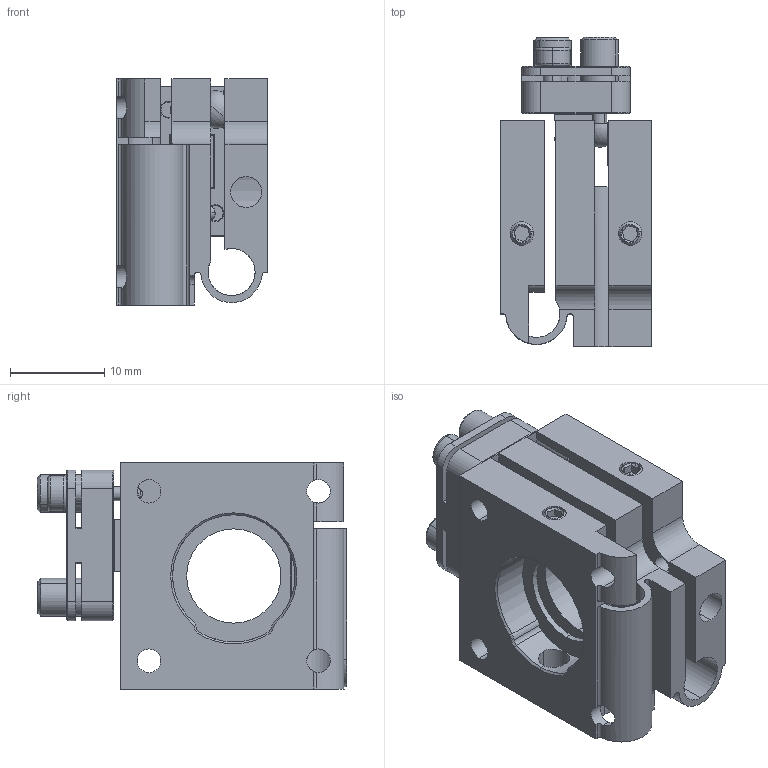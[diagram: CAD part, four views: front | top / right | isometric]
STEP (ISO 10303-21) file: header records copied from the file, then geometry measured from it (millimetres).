
FILE_DESCRIPTION (( 'STEP AP203' ), '1' );
FILE_NAME ('1.1.6.15_ZJR-S0.5_上方调节挠性光学调整架，铝合金，用于φ0.5英寸光学元件.STEP', '2022-12-02T07:18:20', ( '' ), ( '' ), 'SwSTEP 2.0', 'SolidWorks 2021', '' );
FILE_SCHEMA (( 'CONFIG_CONTROL_DESIGN' ));
Length unit declared in the file: millimetre
Products named in the file (9): 30.1.圆柱头内六角不锈钢螺丝_30.1.16-M2*4; 耳1.5 440C粣創詩埴翐种_33.2.25-DZ-耳1.5*5; 1.1.6.1.1_标准挠性光学调整架主体，铝合金，用于φ0.5英寸光学元件，零部件_定制; 1.1.6.15_ZJR-S0.5_上方调节挠性光学调整架，铝合金，用于φ0.5英寸光学元件; 30.8.1-7，M3尼龙头顶丝_30.8.2_LNJ3*4; 1.1.6.1.4_标准挠性光学调整架调节块顶杆，零部件; 1.1.6.1.3_标准挠性光学调整架M4x0.25细牙螺丝，长度8mm，零部件; 30.1.圆柱头内六角不锈钢螺丝_30.1.18-M2*6; 1.1.6.1.2_标准挠性光学调整架调节块，铝合金，用于φ0.5英寸光学元件，零部件，A
Assembly tree (16 placements, depth 2):
  1.1.6.15_ZJR-S0.5_上方调节挠性光学调整架，铝合金，用于φ0.5英寸光学元件
    1.1.6.1.1_标准挠性光学调整架主体，铝合金，用于φ0.5英寸光学元件，零部件_定制
    1.1.6.1.2_标准挠性光学调整架调节块，铝合金，用于φ0.5英寸光学元件，零部件，A
    1.1.6.1.3_标准挠性光学调整架M4x0.25细牙螺丝，长度8mm，零部件  x2
    1.1.6.1.4_标准挠性光学调整架调节块顶杆，零部件
    耳1.5 440C粣創詩埴翐种_33.2.25-DZ-耳1.5*5  x6
    30.8.1-7，M3尼龙头顶丝_30.8.2_LNJ3*4  x2
    30.1.圆柱头内六角不锈钢螺丝_30.1.16-M2*4  x2
    30.1.圆柱头内六角不锈钢螺丝_30.1.18-M2*6
Bounding box: 16 x 32.87 x 24 mm (x, y, z)
Volume: 5066.7 mm3; surface area: 6666.5 mm2
Topology: 16 solids, 16 shells, 469 faces, 1183 edges, 743 vertices
Faces by surface type: plane 173, cylinder 168, cone 108, torus 16, sphere 4
Entity records: 13173 total; most frequent: CARTESIAN_POINT 2802, DIRECTION 1960, ORIENTED_EDGE 1924, EDGE_CURVE 962, AXIS2_PLACEMENT_3D 736, VERTEX_POINT 613, VECTOR 488, LINE 488
